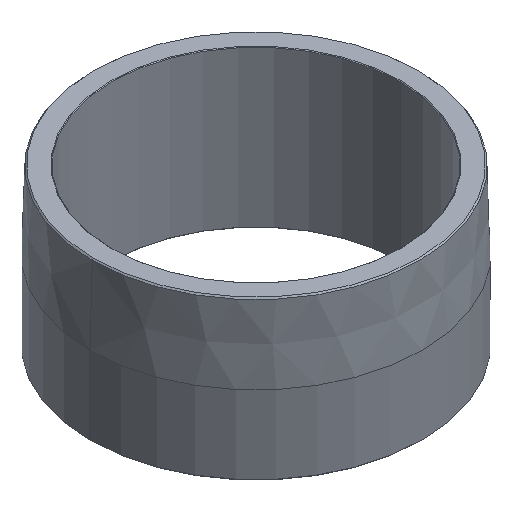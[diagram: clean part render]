
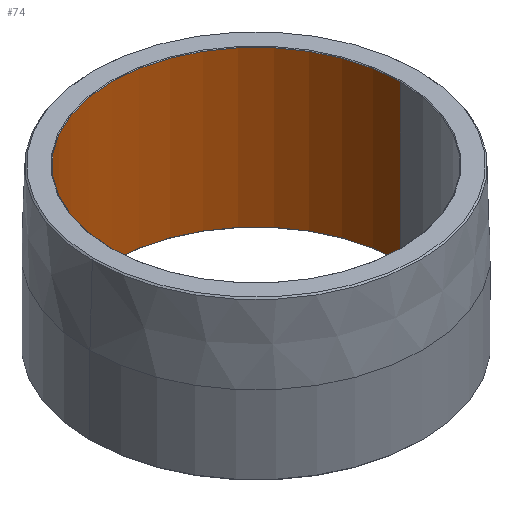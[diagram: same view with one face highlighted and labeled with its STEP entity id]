
A CAD part, isometric view. The second image highlights one B-rep face of the part: STEP entity #74.
In plain terms, the highlighted cylindrical face has radius 73.101 mm (diameter 146.202 mm), a partial arc.
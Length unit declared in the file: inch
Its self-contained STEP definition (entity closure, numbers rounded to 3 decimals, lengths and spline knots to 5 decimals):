
#9 = CARTESIAN_POINT ( 'NONE',  ( 0., 0., 3.125 ) ) ;
#23 = CARTESIAN_POINT ( 'NONE',  ( 0., 0., 0.0125 ) ) ;
#28 = CARTESIAN_POINT ( 'NONE',  ( 2.878, 0., 3.1125 ) ) ;
#36 = CIRCLE ( 'NONE', #296, 2.878 ) ;
#40 = FACE_OUTER_BOUND ( 'NONE', #72, .T. ) ;
#63 = DIRECTION ( 'NONE',  ( 1., 0., 0. ) ) ;
#72 = EDGE_LOOP ( 'NONE', ( #337, #234, #267, #131 ) ) ;
#74 = ADVANCED_FACE ( 'NONE', ( #40 ), #315, .F. ) ;
#83 = VERTEX_POINT ( 'NONE', #432 ) ;
#106 = DIRECTION ( 'NONE',  ( 0., 0., -1. ) ) ;
#131 = ORIENTED_EDGE ( 'NONE', *, *, #403, .T. ) ;
#135 = CARTESIAN_POINT ( 'NONE',  ( 0., 0., 3.1125 ) ) ;
#156 = DIRECTION ( 'NONE',  ( 0., 0., -1. ) ) ;
#165 = VECTOR ( 'NONE', #368, 39.37008 ) ;
#174 = DIRECTION ( 'NONE',  ( 0., 0., 1. ) ) ;
#225 = AXIS2_PLACEMENT_3D ( 'NONE', #23, #453, #455 ) ;
#234 = ORIENTED_EDGE ( 'NONE', *, *, #490, .T. ) ;
#267 = ORIENTED_EDGE ( 'NONE', *, *, #419, .T. ) ;
#269 = VERTEX_POINT ( 'NONE', #393 ) ;
#270 = DIRECTION ( 'NONE',  ( -1., 0., 0. ) ) ;
#296 = AXIS2_PLACEMENT_3D ( 'NONE', #135, #174, #63 ) ;
#315 = CYLINDRICAL_SURFACE ( 'NONE', #459, 2.878 ) ;
#329 = CARTESIAN_POINT ( 'NONE',  ( -2.878, 0., 3.125 ) ) ;
#335 = VERTEX_POINT ( 'NONE', #480 ) ;
#337 = ORIENTED_EDGE ( 'NONE', *, *, #500, .F. ) ;
#368 = DIRECTION ( 'NONE',  ( 0., 0., -1. ) ) ;
#392 = CIRCLE ( 'NONE', #225, 2.878 ) ;
#393 = CARTESIAN_POINT ( 'NONE',  ( -2.878, 0., 0.0125 ) ) ;
#403 = EDGE_CURVE ( 'NONE', #269, #335, #392, .T. ) ;
#406 = LINE ( 'NONE', #444, #165 ) ;
#408 = LINE ( 'NONE', #329, #465 ) ;
#419 = EDGE_CURVE ( 'NONE', #83, #269, #408, .T. ) ;
#432 = CARTESIAN_POINT ( 'NONE',  ( -2.878, 0., 3.1125 ) ) ;
#434 = VERTEX_POINT ( 'NONE', #28 ) ;
#444 = CARTESIAN_POINT ( 'NONE',  ( 2.878, 0., 3.125 ) ) ;
#453 = DIRECTION ( 'NONE',  ( 0., 0., -1. ) ) ;
#455 = DIRECTION ( 'NONE',  ( 1., 0., 0. ) ) ;
#459 = AXIS2_PLACEMENT_3D ( 'NONE', #9, #156, #270 ) ;
#465 = VECTOR ( 'NONE', #106, 39.37008 ) ;
#480 = CARTESIAN_POINT ( 'NONE',  ( 2.878, 0., 0.0125 ) ) ;
#490 = EDGE_CURVE ( 'NONE', #434, #83, #36, .T. ) ;
#500 = EDGE_CURVE ( 'NONE', #434, #335, #406, .T. ) ;
